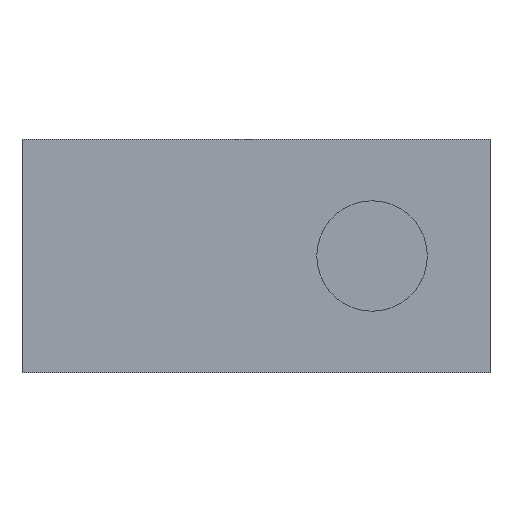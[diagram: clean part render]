
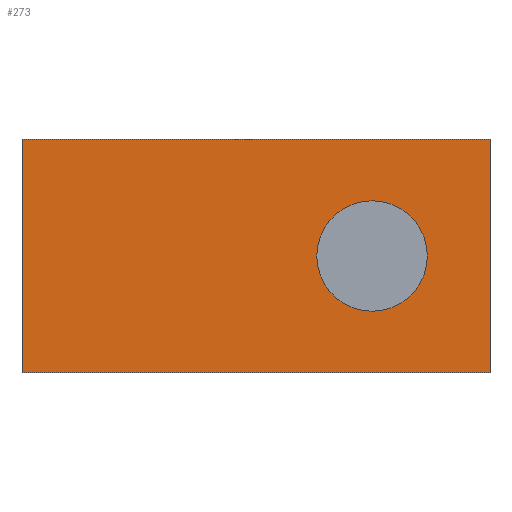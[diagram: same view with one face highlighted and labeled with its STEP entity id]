
A CAD part, front view. The second image highlights one B-rep face of the part: STEP entity #273.
In plain terms, the highlighted planar face has unit normal (0, -1, 0).
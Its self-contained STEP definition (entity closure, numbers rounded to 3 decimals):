
#19=FACE_BOUND('',#71,.T.);
#31=PLANE('',#318);
#48=FACE_OUTER_BOUND('',#70,.T.);
#70=EDGE_LOOP('',(#231,#232,#233,#234));
#71=EDGE_LOOP('',(#235));
#87=LINE('',#447,#106);
#94=LINE('',#470,#113);
#95=LINE('',#473,#114);
#96=LINE('',#474,#115);
#106=VECTOR('',#367,10.);
#113=VECTOR('',#392,10.);
#114=VECTOR('',#395,10.);
#115=VECTOR('',#396,10.);
#126=CIRCLE('',#307,3.);
#140=VERTEX_POINT('',#436);
#141=VERTEX_POINT('',#440);
#144=VERTEX_POINT('',#445);
#151=VERTEX_POINT('',#468);
#152=VERTEX_POINT('',#472);
#165=EDGE_CURVE('',#140,#140,#126,.T.);
#170=EDGE_CURVE('',#144,#141,#87,.T.);
#181=EDGE_CURVE('',#151,#144,#94,.T.);
#182=EDGE_CURVE('',#152,#151,#95,.T.);
#183=EDGE_CURVE('',#152,#141,#96,.T.);
#231=ORIENTED_EDGE('',*,*,#182,.F.);
#232=ORIENTED_EDGE('',*,*,#183,.T.);
#233=ORIENTED_EDGE('',*,*,#170,.F.);
#234=ORIENTED_EDGE('',*,*,#181,.F.);
#235=ORIENTED_EDGE('',*,*,#165,.T.);
#273=ADVANCED_FACE('',(#48,#19),#31,.T.);
#307=AXIS2_PLACEMENT_3D('',#437,#359,#360);
#318=AXIS2_PLACEMENT_3D('',#471,#393,#394);
#359=DIRECTION('center_axis',(0.,1.,0.));
#360=DIRECTION('ref_axis',(1.,0.,0.));
#367=DIRECTION('',(1.,0.,0.));
#392=DIRECTION('',(0.,0.,1.));
#393=DIRECTION('center_axis',(0.,-1.,0.));
#394=DIRECTION('ref_axis',(1.,0.,0.));
#395=DIRECTION('',(-1.,0.,0.));
#396=DIRECTION('',(0.,0.,1.));
#436=CARTESIAN_POINT('',(16.,-144.15,152.35));
#437=CARTESIAN_POINT('Origin',(19.,-144.15,152.35));
#440=CARTESIAN_POINT('',(25.4,-144.15,158.7));
#445=CARTESIAN_POINT('',(0.,-144.15,158.7));
#447=CARTESIAN_POINT('',(25.4,-144.15,158.7));
#468=CARTESIAN_POINT('',(0.,-144.15,146.));
#470=CARTESIAN_POINT('',(0.,-144.15,146.));
#471=CARTESIAN_POINT('Origin',(0.,-144.15,146.));
#472=CARTESIAN_POINT('',(25.4,-144.15,146.));
#473=CARTESIAN_POINT('',(25.4,-144.15,146.));
#474=CARTESIAN_POINT('',(25.4,-144.15,146.));
